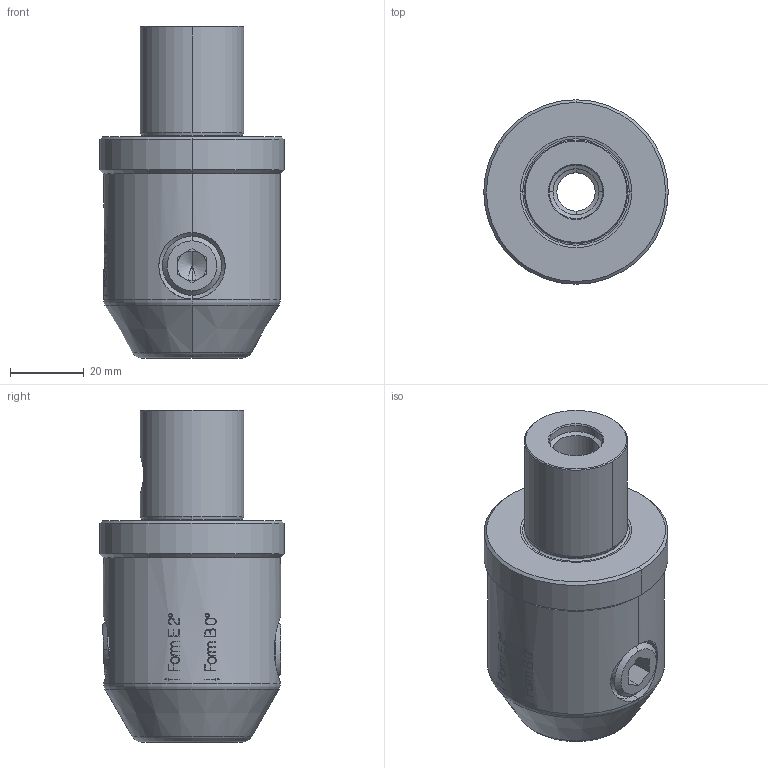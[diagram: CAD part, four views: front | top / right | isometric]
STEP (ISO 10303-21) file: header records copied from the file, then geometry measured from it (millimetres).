
FILE_DESCRIPTION(('no description'),'unknown implementation level');
FILE_NAME('9327C5F6-FCE0-4692-B1B9-DE6A435DB391_export.stp',' ',('CIMSOURCE GmbH'),('CADClick - KiM GmbH - www.kimweb.de'),'unknown preprocess','ACIS','unknown authorization');
FILE_SCHEMA(('automotive_design'));
Length unit declared in the file: millimetre
Products named in the file (3): 335.249 Kaiser Spannfutter CKS5x�20 B+E|690.482 Kaiser ETL M16 X 16;Schnitt-Rotation1; 335.249 Kaiser Spannfutter CKS5x�20 B+E|335.249 Kaiser CKS5x�20 B+E;Schnitt-Linear austragen2
Bounding box: 50 x 50 x 90 mm (x, y, z)
Volume: 97537.6 mm3; surface area: 22230.5 mm2
Topology: 3 solids, 3 shells, 336 faces, 850 edges, 536 vertices
Faces by surface type: plane 128, bspline 91, cylinder 55, cone 52, torus 10
Entity records: 24085 total; most frequent: CARTESIAN_POINT 6879, STYLED_ITEM 1717, PRESENTATION_STYLE_ASSIGNMENT 1717, COLOUR_RGB 1717, ORIENTED_EDGE 1684, DIRECTION 1362, EDGE_CURVE 842, CURVE_STYLE 842
